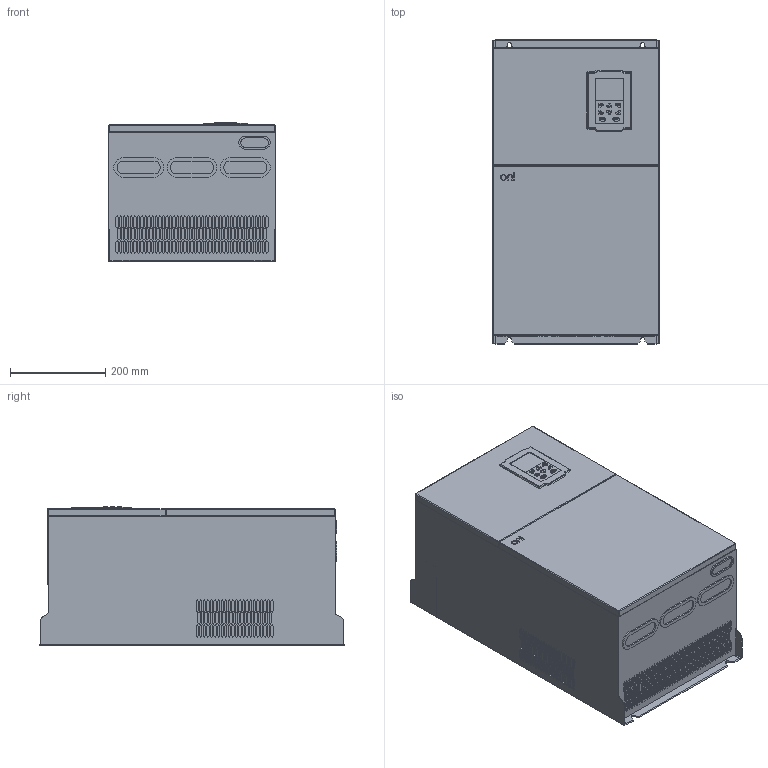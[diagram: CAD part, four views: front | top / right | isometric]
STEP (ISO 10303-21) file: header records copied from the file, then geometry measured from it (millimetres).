
FILE_DESCRIPTION (( 'STEP AP203' ), '1' );
FILE_NAME ('Ï× Ê750 380Â 3Ô 75-90êÂò 150-176À ONI.STEP', '2023-01-12T12:43:53', ( '' ), ( '' ), 'SwSTEP 2.0', 'SolidWorks 2022', '' );
FILE_SCHEMA (( 'CONFIG_CONTROL_DESIGN' ));
Length unit declared in the file: millimetre
Products named in the file (1): ПЧ К750 380В 3Ф 75-90кВт 150-176А ONI
Bounding box: 350 x 639.98 x 292 mm (x, y, z)
Volume: 58978915.9 mm3; surface area: 1154361 mm2
Topology: 1 solids, 1 shells, 3202 faces, 8488 edges, 5610 vertices
Faces by surface type: plane 2542, cylinder 622, bspline 16, torus 14, sphere 8
Entity records: 100345 total; most frequent: CARTESIAN_POINT 19605, ORIENTED_EDGE 16936, DIRECTION 16062, EDGE_CURVE 8468, VECTOR 7176, LINE 7176, VERTEX_POINT 5610, AXIS2_PLACEMENT_3D 4443
